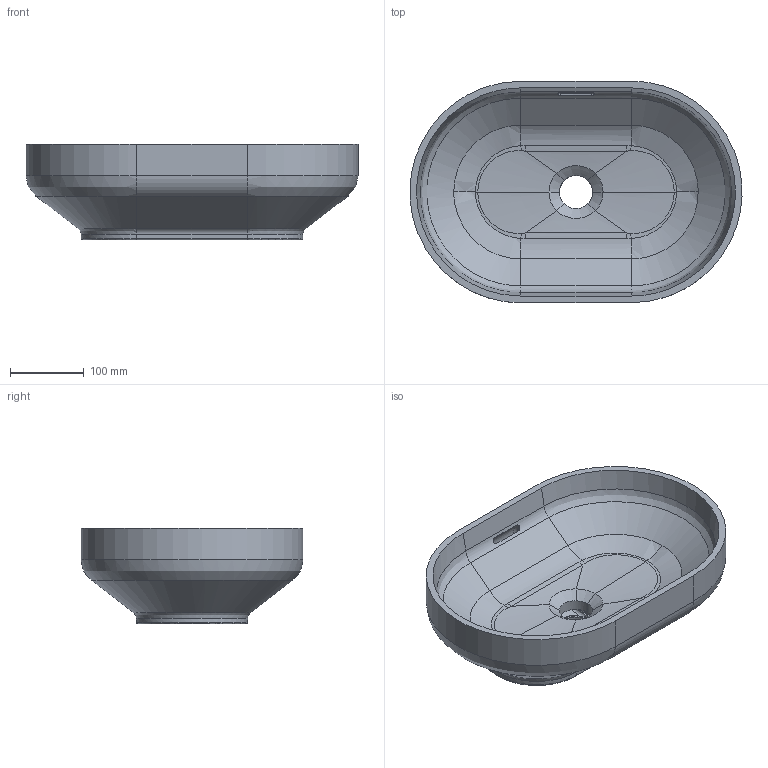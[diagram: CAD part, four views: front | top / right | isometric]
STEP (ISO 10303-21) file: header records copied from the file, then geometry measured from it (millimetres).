
FILE_DESCRIPTION(/* description */ (''),/* implementation_level */ '2;1');
FILE_NAME(/* name */ 'STEP - VESS450ROF_1862170',/* time_stamp */ '2024-08-30T10:06:41+10:00',/* author */ (''),/* organization */ (''),/* preprocessor_version */ 'ST-DEVELOPER v16.5',/* originating_system */ 'Rhino 7.37',/* authorisation */ '');
FILE_SCHEMA (('CONFIG_CONTROL_DESIGN'));
Length unit declared in the file: millimetre
Products named in the file (1): Document
Bounding box: 449.75 x 300 x 130 mm (x, y, z)
Volume: 4232751.5 mm3; surface area: 418886.7 mm2
Topology: 1 solids, 1 shells, 161 faces, 369 edges, 212 vertices
Faces by surface type: bspline 80, cylinder 50, plane 31
Entity records: 8688 total; most frequent: CARTESIAN_POINT 6308, ORIENTED_EDGE 738, EDGE_CURVE 369, B_SPLINE_CURVE_WITH_KNOTS 219, VERTEX_POINT 212, EDGE_LOOP 167, ADVANCED_FACE 161, FACE_OUTER_BOUND 161
